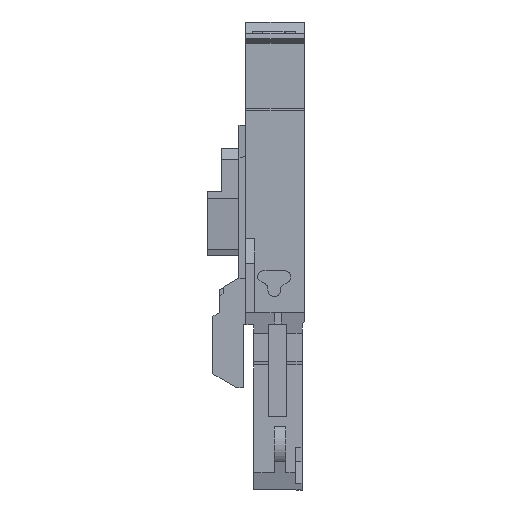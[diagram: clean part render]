
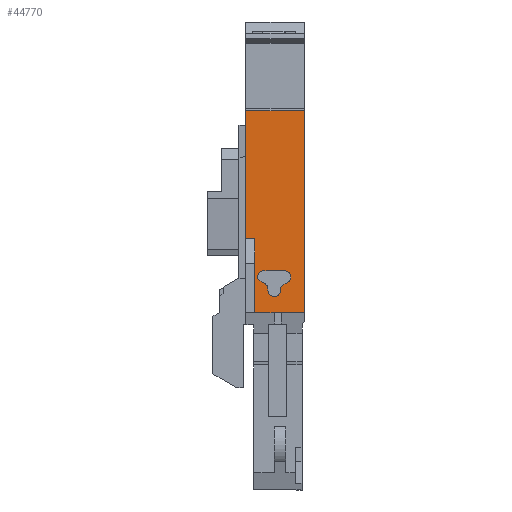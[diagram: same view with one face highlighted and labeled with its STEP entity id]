
A CAD part, front view. The second image highlights one B-rep face of the part: STEP entity #44770.
In plain terms, the highlighted face is planar.
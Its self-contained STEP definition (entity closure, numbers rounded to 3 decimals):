
#200=CARTESIAN_POINT('',(-0.15,22.269,
0.));
#210=VERTEX_POINT('',#200);
#240=CARTESIAN_POINT('',(-0.15,0.,
0.));
#250=DIRECTION('',(0.,-1.,0.));
#260=VECTOR('',#250,1.);
#270=LINE('',#240,#260);
#280=CARTESIAN_POINT('',(-0.15,11.,
0.));
#290=VERTEX_POINT('',#280);
#300=EDGE_CURVE('',#210,#290,#270,.T.);
#3390=CARTESIAN_POINT('',(-0.15,4.5,
0.8));
#3400=VERTEX_POINT('',#3390);
#3550=CARTESIAN_POINT('',(-0.15,11.,
0.8));
#3560=VERTEX_POINT('',#3550);
#3590=CARTESIAN_POINT('',(-0.15,29.788,
0.8));
#3600=DIRECTION('',(0.,-1.,0.));
#3610=VECTOR('',#3600,1.);
#3620=LINE('',#3590,#3610);
#3630=EDGE_CURVE('',#3560,#3400,#3620,.T.);
#4800=CARTESIAN_POINT('',(-0.15,29.788,
5.15));
#4810=DIRECTION('',(0.,-1.,0.));
#4820=VECTOR('',#4810,1.);
#4830=LINE('',#4800,#4820);
#4840=CARTESIAN_POINT('',(-0.15,22.269,
5.15));
#4850=VERTEX_POINT('',#4840);
#4860=CARTESIAN_POINT('',(-0.15,4.5,
5.15));
#4870=VERTEX_POINT('',#4860);
#4880=EDGE_CURVE('',#4850,#4870,#4830,.T.);
#42170=CARTESIAN_POINT('',(-0.15,4.5,
0.));
#42180=DIRECTION('',(0.,0.,-1.));
#42190=VECTOR('',#42180,1.);
#42200=LINE('',#42170,#42190);
#42210=EDGE_CURVE('',#4870,#3400,#42200,.T.);
#42550=CARTESIAN_POINT('',(-0.15,11.,
0.));
#42560=DIRECTION('',(0.,0.,1.));
#42570=VECTOR('',#42560,1.);
#42580=LINE('',#42550,#42570);
#42590=EDGE_CURVE('',#290,#3560,#42580,.T.);
#42840=CARTESIAN_POINT('',(-0.15,22.269,
0.));
#42850=DIRECTION('',(0.,0.,1.));
#42860=VECTOR('',#42850,1.);
#42870=LINE('',#42840,#42860);
#42880=EDGE_CURVE('',#210,#4850,#42870,.T.);
#43680=CARTESIAN_POINT('',(-0.15,22.004,
0.));
#43690=DIRECTION('',(1.,0.,0.));
#43700=DIRECTION('',(0.,1.,0.));
#43710=AXIS2_PLACEMENT_3D('',#43680,#43690,#43700);
#43720=PLANE('',#43710);
#43730=CARTESIAN_POINT('',(-0.15,29.788,
3.05));
#43740=DIRECTION('',(0.,1.,0.));
#43750=VECTOR('',#43740,1.);
#43760=LINE('',#43730,#43750);
#43770=CARTESIAN_POINT('',(-0.15,6.45,
3.05));
#43780=VERTEX_POINT('',#43770);
#43790=CARTESIAN_POINT('',(-0.15,6.572,
3.05));
#43800=VERTEX_POINT('',#43790);
#43810=EDGE_CURVE('',#43780,#43800,#43760,.T.);
#43820=ORIENTED_EDGE('',*,*,#43810,.F.);
#43830=CARTESIAN_POINT('',(-0.15,6.572,
3.45));
#43840=DIRECTION('',(-1.,0.,0.));
#43850=DIRECTION('',(0.,1.,0.));
#43860=AXIS2_PLACEMENT_3D('',#43830,#43840,#43850);
#43870=CIRCLE('',#43860,0.4);
#43880=CARTESIAN_POINT('',(-0.15,6.918,
3.25));
#43890=VERTEX_POINT('',#43880);
#43900=EDGE_CURVE('',#43890,#43800,#43870,.T.);
#43910=ORIENTED_EDGE('',*,*,#43900,.T.);
#43920=CARTESIAN_POINT('',(-0.15,5.042,
0.));
#43930=DIRECTION('',(0.,0.5,
0.866));
#43940=VECTOR('',#43930,1.);
#43950=LINE('',#43920,#43940);
#43960=CARTESIAN_POINT('',(-0.15,7.164,
3.675));
#43970=VERTEX_POINT('',#43960);
#43980=EDGE_CURVE('',#43890,#43970,#43950,.T.);
#43990=ORIENTED_EDGE('',*,*,#43980,.F.);
#44000=CARTESIAN_POINT('',(-0.15,7.64,
3.4));
#44010=DIRECTION('',(-1.,0.,0.));
#44020=DIRECTION('',(0.,-1.,0.));
#44030=AXIS2_PLACEMENT_3D('',#44000,#44010,#44020);
#44040=CIRCLE('',#44030,0.55);
#44050=CARTESIAN_POINT('',(-0.15,8.19,
3.4));
#44060=VERTEX_POINT('',#44050);
#44070=EDGE_CURVE('',#43970,#44060,#44040,.T.);
#44080=ORIENTED_EDGE('',*,*,#44070,.F.);
#44090=CARTESIAN_POINT('',(-0.15,8.19,
0.));
#44100=DIRECTION('',(0.,0.,-1.));
#44110=VECTOR('',#44100,1.);
#44120=LINE('',#44090,#44110);
#44130=CARTESIAN_POINT('',(-0.15,8.19,
1.6));
#44140=VERTEX_POINT('',#44130);
#44150=EDGE_CURVE('',#44060,#44140,#44120,.T.);
#44160=ORIENTED_EDGE('',*,*,#44150,.F.);
#44170=CARTESIAN_POINT('',(-0.15,7.64,
1.6));
#44180=DIRECTION('',(-1.,0.,0.));
#44190=DIRECTION('',(0.,-1.,0.));
#44200=AXIS2_PLACEMENT_3D('',#44170,#44180,#44190);
#44210=CIRCLE('',#44200,0.55);
#44220=CARTESIAN_POINT('',(-0.15,7.64,
1.05));
#44230=VERTEX_POINT('',#44220);
#44240=EDGE_CURVE('',#44140,#44230,#44210,.T.);
#44250=ORIENTED_EDGE('',*,*,#44240,.F.);
#44260=CARTESIAN_POINT('',(-0.15,7.64,
1.45));
#44270=DIRECTION('',(-1.,0.,0.));
#44280=DIRECTION('',(0.,1.,0.));
#44290=AXIS2_PLACEMENT_3D('',#44260,#44270,#44280);
#44300=CIRCLE('',#44290,0.4);
#44310=CARTESIAN_POINT('',(-0.15,7.294,
1.25));
#44320=VERTEX_POINT('',#44310);
#44330=EDGE_CURVE('',#44230,#44320,#44300,.T.);
#44340=ORIENTED_EDGE('',*,*,#44330,.F.);
#44350=CARTESIAN_POINT('',(-0.15,8.015,
0.));
#44360=DIRECTION('',(0.,-0.5,
0.866));
#44370=VECTOR('',#44360,1.);
#44380=LINE('',#44350,#44370);
#44390=CARTESIAN_POINT('',(-0.15,7.034,
1.7));
#44400=VERTEX_POINT('',#44390);
#44410=EDGE_CURVE('',#44320,#44400,#44380,.T.);
#44420=ORIENTED_EDGE('',*,*,#44410,.F.);
#44430=CARTESIAN_POINT('',(-0.15,6.601,
1.45));
#44440=DIRECTION('',(-1.,0.,0.));
#44450=DIRECTION('',(0.,1.,0.));
#44460=AXIS2_PLACEMENT_3D('',#44430,#44440,#44450);
#44470=CIRCLE('',#44460,0.5);
#44480=CARTESIAN_POINT('',(-0.15,6.601,
1.95));
#44490=VERTEX_POINT('',#44480);
#44500=EDGE_CURVE('',#44490,#44400,#44470,.T.);
#44510=ORIENTED_EDGE('',*,*,#44500,.T.);
#44520=CARTESIAN_POINT('',(-0.15,29.788,
1.95));
#44530=DIRECTION('',(0.,-1.,0.));
#44540=VECTOR('',#44530,1.);
#44550=LINE('',#44520,#44540);
#44560=CARTESIAN_POINT('',(-0.15,6.45,
1.95));
#44570=VERTEX_POINT('',#44560);
#44580=EDGE_CURVE('',#44490,#44570,#44550,.T.);
#44590=ORIENTED_EDGE('',*,*,#44580,.F.);
#44600=CARTESIAN_POINT('',(-0.15,6.45,
2.5));
#44610=DIRECTION('',(-1.,0.,0.));
#44620=DIRECTION('',(0.,-1.,0.));
#44630=AXIS2_PLACEMENT_3D('',#44600,#44610,#44620);
#44640=CIRCLE('',#44630,0.55);
#44650=EDGE_CURVE('',#44570,#43780,#44640,.T.);
#44660=ORIENTED_EDGE('',*,*,#44650,.F.);
#44670=EDGE_LOOP('',(#44660,#44590,#44510,#44420,#44340,#44250,#44160,
#44080,#43990,#43910,#43820));
#44680=FACE_BOUND('',#44670,.T.);
#44690=ORIENTED_EDGE('',*,*,#3630,.T.);
#44700=ORIENTED_EDGE('',*,*,#42590,.T.);
#44710=ORIENTED_EDGE('',*,*,#300,.T.);
#44720=ORIENTED_EDGE('',*,*,#42880,.F.);
#44730=ORIENTED_EDGE('',*,*,#4880,.F.);
#44740=ORIENTED_EDGE('',*,*,#42210,.F.);
#44750=EDGE_LOOP('',(#44740,#44730,#44720,#44710,#44700,#44690));
#44760=FACE_OUTER_BOUND('',#44750,.T.);
#44770=ADVANCED_FACE('',(#44680,#44760),#43720,.F.);
